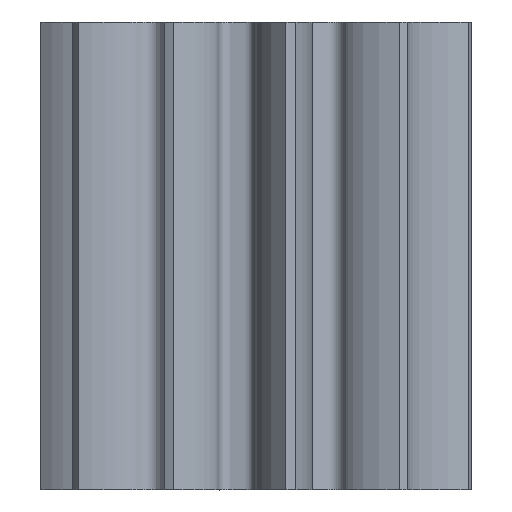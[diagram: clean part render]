
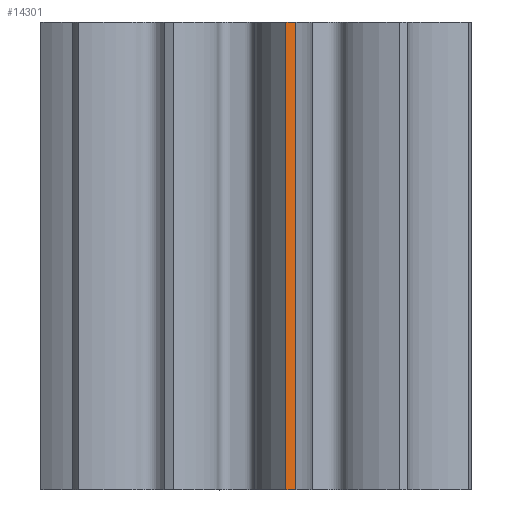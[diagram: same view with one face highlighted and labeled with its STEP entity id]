
A CAD part, front view. The second image highlights one B-rep face of the part: STEP entity #14301.
In plain terms, the highlighted cylindrical face has radius 8.914 mm (diameter 17.829 mm), a partial arc.
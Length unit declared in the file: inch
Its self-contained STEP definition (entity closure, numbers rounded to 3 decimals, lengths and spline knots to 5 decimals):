
#188 = ORIENTED_EDGE ( 'NONE', *, *, #6355, .T. ) ;
#476 = DIRECTION ( 'NONE',  ( 1., 0., 0. ) ) ;
#492 = VERTEX_POINT ( 'NONE', #5865 ) ;
#824 = EDGE_LOOP ( 'NONE', ( #4379, #10766, #5822, #188 ) ) ;
#1408 = CIRCLE ( 'NONE', #3265, 0.35096 ) ;
#2383 = DIRECTION ( 'NONE',  ( 0., 0., 1. ) ) ;
#3137 = LINE ( 'NONE', #8205, #4754 ) ;
#3265 = AXIS2_PLACEMENT_3D ( 'NONE', #3534, #2383, #16168 ) ;
#3534 = CARTESIAN_POINT ( 'NONE',  ( 0., 0., -0.375 ) ) ;
#4216 = DIRECTION ( 'NONE',  ( 0., 0., 1. ) ) ;
#4379 = ORIENTED_EDGE ( 'NONE', *, *, #8580, .F. ) ;
#4754 = VECTOR ( 'NONE', #13286, 39.37008 ) ;
#5291 = CARTESIAN_POINT ( 'NONE',  ( 0., 0., 0.375 ) ) ;
#5822 = ORIENTED_EDGE ( 'NONE', *, *, #10459, .T. ) ;
#5865 = CARTESIAN_POINT ( 'NONE',  ( 0.0581, -0.34612, 0.375 ) ) ;
#6355 = EDGE_CURVE ( 'NONE', #7998, #15030, #1408, .T. ) ;
#6724 = VERTEX_POINT ( 'NONE', #11252 ) ;
#7745 = LINE ( 'NONE', #11745, #14859 ) ;
#7998 = VERTEX_POINT ( 'NONE', #9565 ) ;
#8205 = CARTESIAN_POINT ( 'NONE',  ( 0.04177, -0.34846, 0.375 ) ) ;
#8580 = EDGE_CURVE ( 'NONE', #492, #15030, #7745, .T. ) ;
#9152 = EDGE_CURVE ( 'NONE', #6724, #492, #12215, .T. ) ;
#9160 = DIRECTION ( 'NONE',  ( 0., 0., -1. ) ) ;
#9565 = CARTESIAN_POINT ( 'NONE',  ( 0.04177, -0.34846, -0.375 ) ) ;
#10088 = AXIS2_PLACEMENT_3D ( 'NONE', #5291, #15522, #476 ) ;
#10459 = EDGE_CURVE ( 'NONE', #6724, #7998, #3137, .T. ) ;
#10749 = AXIS2_PLACEMENT_3D ( 'NONE', #12956, #4216, #15438 ) ;
#10766 = ORIENTED_EDGE ( 'NONE', *, *, #9152, .F. ) ;
#11252 = CARTESIAN_POINT ( 'NONE',  ( 0.04177, -0.34846, 0.375 ) ) ;
#11745 = CARTESIAN_POINT ( 'NONE',  ( 0.0581, -0.34612, 0.375 ) ) ;
#11876 = CYLINDRICAL_SURFACE ( 'NONE', #10749, 0.35096 ) ;
#12215 = CIRCLE ( 'NONE', #10088, 0.35096 ) ;
#12753 = CARTESIAN_POINT ( 'NONE',  ( 0.0581, -0.34612, -0.375 ) ) ;
#12956 = CARTESIAN_POINT ( 'NONE',  ( 0., 0., 0. ) ) ;
#13045 = FACE_OUTER_BOUND ( 'NONE', #824, .T. ) ;
#13286 = DIRECTION ( 'NONE',  ( 0., 0., -1. ) ) ;
#14301 = ADVANCED_FACE ( 'NONE', ( #13045 ), #11876, .T. ) ;
#14859 = VECTOR ( 'NONE', #9160, 39.37008 ) ;
#15030 = VERTEX_POINT ( 'NONE', #12753 ) ;
#15438 = DIRECTION ( 'NONE',  ( 1., 0., 0. ) ) ;
#15522 = DIRECTION ( 'NONE',  ( 0., 0., 1. ) ) ;
#16168 = DIRECTION ( 'NONE',  ( 1., 0., 0. ) ) ;
